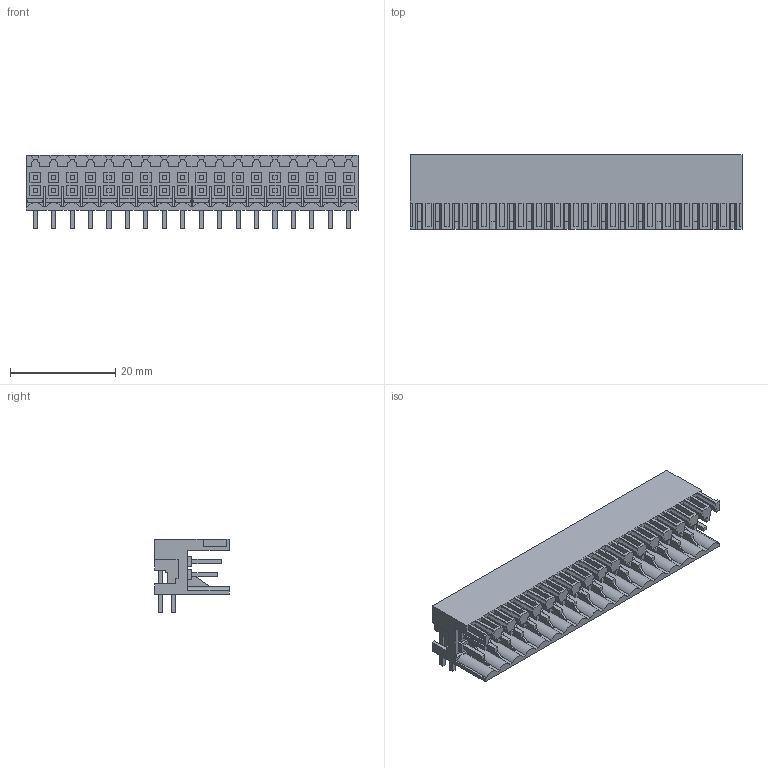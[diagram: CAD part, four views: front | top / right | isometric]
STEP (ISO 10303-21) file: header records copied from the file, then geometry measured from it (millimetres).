
FILE_DESCRIPTION(('CATIA V5 STEP Exchange','CAx-IF Rec.Pracs.--- Model Styling and Organization---1.4--- 2014-01-23'),'2;1');
FILE_NAME ('D1455080_0_1728300000_1728300000.stp','2019-02-21T15:54:46+00:00',('none'),('Weidmueller'),'CATIA Version 5-6 Release 2016 SP3 HF44','CATIA V5 STEP AP214','none');
FILE_SCHEMA(('AUTOMOTIVE_DESIGN { 1 0 10303 214 1 1 1 1 }'));
Length unit declared in the file: millimetre
Products named in the file (1): 1728300000
Bounding box: 63 x 14.2 x 14 mm (x, y, z)
Volume: 4208 mm3; surface area: 9133.8 mm2
Topology: 1 solids, 1 shells, 1672 faces, 4942 edges, 3379 vertices
Faces by surface type: plane 1636, cylinder 36
Entity records: 52475 total; most frequent: ORIENTED_EDGE 9884, CARTESIAN_POINT 9231, DIRECTION 6760, EDGE_CURVE 4942, VECTOR 4834, LINE 4834, VERTEX_POINT 3379, EDGE_LOOP 1779
